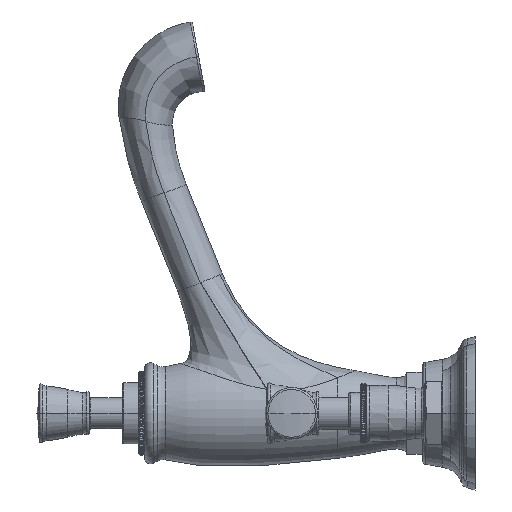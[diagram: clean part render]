
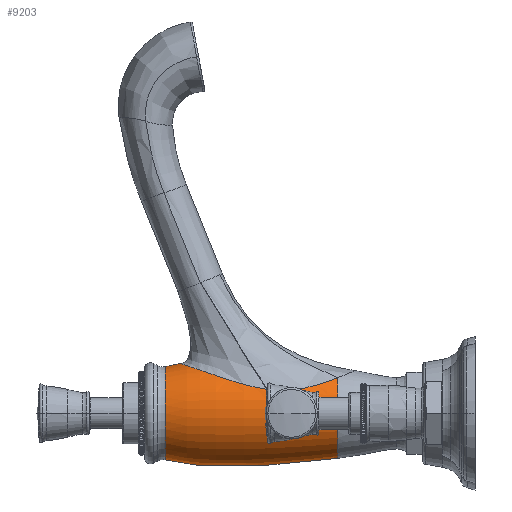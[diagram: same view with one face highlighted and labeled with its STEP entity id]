
A CAD part, left-side view. The second image highlights one B-rep face of the part: STEP entity #9203.
In plain terms, the highlighted face is a revolution surface.
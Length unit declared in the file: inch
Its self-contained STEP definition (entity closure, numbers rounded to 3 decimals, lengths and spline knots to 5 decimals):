
#4135=CARTESIAN_POINT('',(-0.8119,4.805,
0.));
#4142=CARTESIAN_POINT('',(0.76006,5.05263,0.));
#4143=CARTESIAN_POINT('',(0.83313,4.76915,0.));
#4144=CARTESIAN_POINT('',(0.89196,4.02693,0.));
#4145=CARTESIAN_POINT('',(0.83236,3.08476,0.));
#4146=CARTESIAN_POINT('',(0.75737,2.43026,0.));
#4147=CARTESIAN_POINT('',(0.7345,2.2403,0.));
#4588=CARTESIAN_POINT('',(-0.38877,3.38,
-0.75));
#4589=CARTESIAN_POINT('',(-0.38203,3.3295,
-0.75));
#4590=CARTESIAN_POINT('',(-0.37475,3.25334,
-0.74788));
#4591=CARTESIAN_POINT('',(-0.37184,3.15168,
-0.74068));
#4592=CARTESIAN_POINT('',(-0.37318,3.07561,
-0.73307));
#4593=CARTESIAN_POINT('',(-0.37802,2.99994,
-0.72322));
#4594=CARTESIAN_POINT('',(-0.38623,2.92489,
-0.71112));
#4595=CARTESIAN_POINT('',(-0.39752,2.85065,
-0.69675));
#4596=CARTESIAN_POINT('',(-0.41158,2.77737,
-0.68007));
#4597=CARTESIAN_POINT('',(-0.42801,2.70518,
-0.66103));
#4598=CARTESIAN_POINT('',(-0.44646,2.63417,
-0.63956));
#4599=CARTESIAN_POINT('',(-0.46656,2.56442,
-0.61555));
#4600=CARTESIAN_POINT('',(-0.48797,2.49606,
-0.58885));
#4601=CARTESIAN_POINT('',(-0.51037,2.42921,
-0.55929));
#4602=CARTESIAN_POINT('',(-0.54114,2.34233,
-0.51576));
#4603=CARTESIAN_POINT('',(-0.56479,2.28002,
-0.47806));
#4604=CARTESIAN_POINT('',(-0.58035,2.2403,
-0.45021));
#4606=CARTESIAN_POINT('',(0.,2.2403,0.));
#4607=DIRECTION('',(0.,-1.,0.));
#4608=DIRECTION('',(-0.79,0.,-0.613));
#4609=AXIS2_PLACEMENT_3D('',#4606,#4607,#4608);
#4611=CARTESIAN_POINT('',(0.,5.05263,0.));
#4612=DIRECTION('',(0.,1.,0.));
#4613=DIRECTION('',(1.,0.,0.));
#4614=AXIS2_PLACEMENT_3D('',#4611,#4612,#4613);
#4616=CARTESIAN_POINT('',(-0.76006,5.05263,
0.));
#4617=CARTESIAN_POINT('',(-0.78135,4.97002,
0.));
#4618=CARTESIAN_POINT('',(-0.79834,4.88749,
0.));
#4619=CARTESIAN_POINT('',(-0.8119,4.805,
0.));
#4621=CARTESIAN_POINT('',(-0.8119,4.805,
0.));
#4622=CARTESIAN_POINT('',(-0.8119,4.805,
-0.01866));
#4623=CARTESIAN_POINT('',(-0.81104,4.80234,
-0.05599));
#4624=CARTESIAN_POINT('',(-0.80727,4.79064,
-0.11076));
#4625=CARTESIAN_POINT('',(-0.80124,4.77199,
-0.16333));
#4626=CARTESIAN_POINT('',(-0.79322,4.74739,
-0.21308));
#4627=CARTESIAN_POINT('',(-0.78354,4.71786,
-0.25974));
#4628=CARTESIAN_POINT('',(-0.76874,4.67312,
-0.31773));
#4629=CARTESIAN_POINT('',(-0.74732,4.60914,
-0.38254));
#4630=CARTESIAN_POINT('',(-0.71832,4.52396,
-0.44944));
#4631=CARTESIAN_POINT('',(-0.67651,4.40274,
-0.5262));
#4632=CARTESIAN_POINT('',(-0.62018,4.24137,
-0.60217));
#4633=CARTESIAN_POINT('',(-0.55191,4.03849,
-0.66884));
#4634=CARTESIAN_POINT('',(-0.48692,3.82899,
-0.71502));
#4635=CARTESIAN_POINT('',(-0.42956,3.6141,
-0.74283));
#4636=CARTESIAN_POINT('',(-0.40099,3.46746,
-0.7496));
#4637=CARTESIAN_POINT('',(-0.39062,3.39356,
-0.74997));
#4639=CARTESIAN_POINT('',(-0.39062,3.39356,
-0.74997));
#4640=CARTESIAN_POINT('',(-0.38999,3.38904,
-0.74999));
#4641=CARTESIAN_POINT('',(-0.38937,3.38452,
-0.75));
#4642=CARTESIAN_POINT('',(-0.38877,3.38,
-0.75));
#6511=CARTESIAN_POINT('',(0.76006,5.05263,0.));
#6513=VERTEX_POINT('',#6511);
#6516=CARTESIAN_POINT('',(-0.76006,5.05263,0.));
#6517=VERTEX_POINT('',#6516);
#6519=VERTEX_POINT('',#4135);
#6520=VERTEX_POINT('',#4147);
#6615=CARTESIAN_POINT('',(-0.58035,2.2403,
-0.45021));
#6616=VERTEX_POINT('',#6615);
#6617=VERTEX_POINT('',#4588);
#6618=VERTEX_POINT('',#4637);
#9180=CARTESIAN_POINT('',(0.76006,5.05263,0.));
#9181=CARTESIAN_POINT('',(0.83313,4.76915,0.));
#9182=CARTESIAN_POINT('',(0.89196,4.02693,0.));
#9183=CARTESIAN_POINT('',(0.83236,3.08476,0.));
#9184=CARTESIAN_POINT('',(0.75737,2.43026,0.));
#9185=CARTESIAN_POINT('',(0.7345,2.2403,0.));
#9187=CARTESIAN_POINT('',(0.,5.6165,0.));
#9188=DIRECTION('',(0.,-1.,0.));
#9189=AXIS1_PLACEMENT('',#9187,#9188);
#9190=SURFACE_OF_REVOLUTION('',#9186,#9189);
#9192=ORIENTED_EDGE('',*,*,#9191,.T.);
#9193=ORIENTED_EDGE('',*,*,#9172,.T.);
#9194=ORIENTED_EDGE('',*,*,#8453,.F.);
#9195=ORIENTED_EDGE('',*,*,#8417,.T.);
#9196=ORIENTED_EDGE('',*,*,#8450,.T.);
#9198=ORIENTED_EDGE('',*,*,#9197,.T.);
#9200=ORIENTED_EDGE('',*,*,#9199,.T.);
#9201=EDGE_LOOP('',(#9192,#9193,#9194,#9195,#9196,#9198,#9200));
#9202=FACE_OUTER_BOUND('',#9201,.F.);
#9203=ADVANCED_FACE('',(#9202),#9190,.T.);
#4148=B_SPLINE_CURVE_WITH_KNOTS('',3,(#4142,#4143,#4144,#4145,#4146,#4147),
.UNSPECIFIED.,.F.,.F.,(4,1,1,4),(0.,0.3034,0.79734,1.),
.UNSPECIFIED.);
#4605=B_SPLINE_CURVE_WITH_KNOTS('',3,(#4588,#4589,#4590,#4591,#4592,#4593,#4594,
#4595,#4596,#4597,#4598,#4599,#4600,#4601,#4602,#4603,#4604),.UNSPECIFIED.,.F.,
.F.,(4,1,1,1,1,1,1,1,1,1,1,1,1,1,4),(0.,0.125,0.1875,
0.25,0.3125,0.375,0.4375,
0.5,0.5625,0.625,0.6875,
0.75,0.8125,0.875,1.),.UNSPECIFIED.);
#4610=CIRCLE('',#4609,0.7345);
#4615=CIRCLE('',#4614,0.76006);
#4620=B_SPLINE_CURVE_WITH_KNOTS('',3,(#4616,#4617,#4618,#4619),.UNSPECIFIED.,
.F.,.F.,(4,4),(0.,1.),.UNSPECIFIED.);
#4638=B_SPLINE_CURVE_WITH_KNOTS('',3,(#4621,#4622,#4623,#4624,#4625,#4626,#4627,
#4628,#4629,#4630,#4631,#4632,#4633,#4634,#4635,#4636,#4637),.UNSPECIFIED.,.F.,
.F.,(4,1,1,1,1,1,1,1,1,1,1,1,1,1,4),(0.,0.03125,0.0625,
0.09375,0.125,0.15625,0.1875,0.25,
0.3125,0.375,0.5,0.625,
0.75,0.875,1.),.UNSPECIFIED.);
#4643=B_SPLINE_CURVE_WITH_KNOTS('',3,(#4639,#4640,#4641,#4642),.UNSPECIFIED.,
.F.,.F.,(4,4),(0.,1.),.UNSPECIFIED.);
#8417=EDGE_CURVE('',#6513,#6517,#4615,.T.);
#8450=EDGE_CURVE('',#6517,#6519,#4620,.T.);
#8453=EDGE_CURVE('',#6513,#6520,#4148,.T.);
#9172=EDGE_CURVE('',#6616,#6520,#4610,.T.);
#9186=B_SPLINE_CURVE_WITH_KNOTS('',3,(#9180,#9181,#9182,#9183,#9184,#9185),
.UNSPECIFIED.,.F.,.F.,(4,1,1,4),(0.,0.3034,0.79734,1.),
.UNSPECIFIED.);
#9191=EDGE_CURVE('',#6617,#6616,#4605,.T.);
#9197=EDGE_CURVE('',#6519,#6618,#4638,.T.);
#9199=EDGE_CURVE('',#6618,#6617,#4643,.T.);
